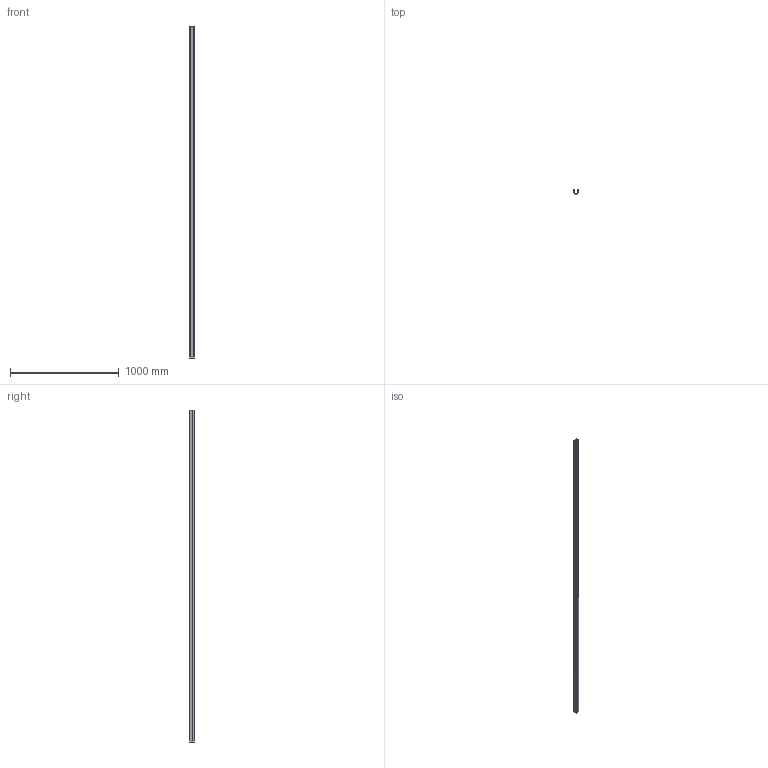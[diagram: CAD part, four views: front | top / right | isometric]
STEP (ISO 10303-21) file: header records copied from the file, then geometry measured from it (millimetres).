
FILE_DESCRIPTION (( 'STEP AP203' ), '1' );
FILE_NAME ('2020P.STEP', '2018-01-02T18:23:25', ( 'admin' ), ( 'Hewlett-Packard Company' ), 'SwSTEP 2.0', 'SolidWorks 2017', '' );
FILE_SCHEMA (( 'CONFIG_CONTROL_DESIGN' ));
Length unit declared in the file: inch
Products named in the file (1): 2020P
Bounding box: 41.28 x 41.27 x 3048 mm (x, y, z)
Volume: 1122783.1 mm3; surface area: 818387.8 mm2
Topology: 1 solids, 1 shells, 47 faces, 135 edges, 90 vertices
Faces by surface type: plane 27, cylinder 20
Entity records: 1628 total; most frequent: CARTESIAN_POINT 273, DIRECTION 271, ORIENTED_EDGE 270, EDGE_CURVE 135, VECTOR 95, LINE 95, VERTEX_POINT 90, AXIS2_PLACEMENT_3D 88
